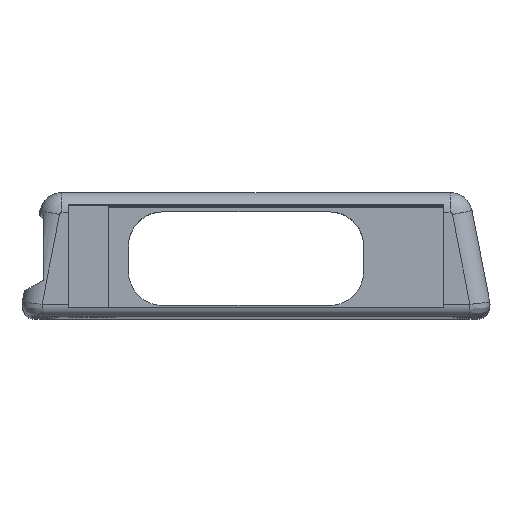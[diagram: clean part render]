
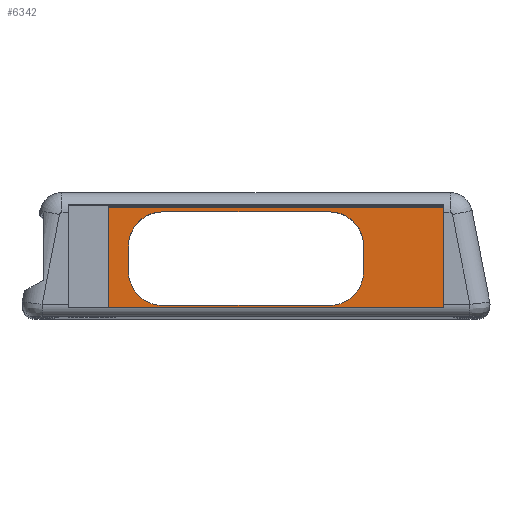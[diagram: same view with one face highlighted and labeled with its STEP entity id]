
A CAD part, top view. The second image highlights one B-rep face of the part: STEP entity #6342.
In plain terms, the highlighted planar face has unit normal (0, 0, 1).
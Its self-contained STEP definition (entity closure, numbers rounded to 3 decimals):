
#7 = LINE ( 'NONE', #5931, #5429 ) ;
#8 = ORIENTED_EDGE ( 'NONE', *, *, #6396, .T. ) ;
#118 = LINE ( 'NONE', #1779, #1733 ) ;
#367 = VERTEX_POINT ( 'NONE', #5210 ) ;
#543 = VERTEX_POINT ( 'NONE', #4781 ) ;
#563 = CARTESIAN_POINT ( 'NONE',  ( 0., 4.32, -15.825 ) ) ;
#595 = CIRCLE ( 'NONE', #3529, 1.375 ) ;
#807 = EDGE_CURVE ( 'NONE', #4790, #5723, #1356, .T. ) ;
#851 = LINE ( 'NONE', #6090, #878 ) ;
#878 = VECTOR ( 'NONE', #4394, 1000. ) ;
#1013 = VERTEX_POINT ( 'NONE', #4462 ) ;
#1037 = EDGE_LOOP ( 'NONE', ( #1652, #1917, #1659, #3829, #6373, #2134, #7043, #6010 ) ) ;
#1076 = CARTESIAN_POINT ( 'NONE',  ( -3.745, 0.56, -15.825 ) ) ;
#1083 = VERTEX_POINT ( 'NONE', #4916 ) ;
#1102 = LINE ( 'NONE', #7575, #1131 ) ;
#1131 = VECTOR ( 'NONE', #5912, 1000. ) ;
#1356 = CIRCLE ( 'NONE', #5035, 1.375 ) ;
#1527 = CARTESIAN_POINT ( 'NONE',  ( 2.945, 2.945, -15.825 ) ) ;
#1558 = CARTESIAN_POINT ( 'NONE',  ( 7.53, 4.51, -15.825 ) ) ;
#1596 = DIRECTION ( 'NONE',  ( 1., 0., 0. ) ) ;
#1645 = EDGE_CURVE ( 'NONE', #5723, #4137, #7116, .T. ) ;
#1650 = CARTESIAN_POINT ( 'NONE',  ( 2.945, 1.935, -15.825 ) ) ;
#1652 = ORIENTED_EDGE ( 'NONE', *, *, #6761, .F. ) ;
#1659 = ORIENTED_EDGE ( 'NONE', *, *, #1645, .T. ) ;
#1733 = VECTOR ( 'NONE', #4712, 1000. ) ;
#1779 = CARTESIAN_POINT ( 'NONE',  ( -5.12, 0., -15.825 ) ) ;
#1784 = AXIS2_PLACEMENT_3D ( 'NONE', #1527, #2834, #5191 ) ;
#1865 = AXIS2_PLACEMENT_3D ( 'NONE', #1650, #3994, #6349 ) ;
#1868 = AXIS2_PLACEMENT_3D ( 'NONE', #6262, #5679, #7388 ) ;
#1910 = CARTESIAN_POINT ( 'NONE',  ( 2.945, 4.32, -15.825 ) ) ;
#1917 = ORIENTED_EDGE ( 'NONE', *, *, #807, .T. ) ;
#2104 = FACE_OUTER_BOUND ( 'NONE', #7111, .T. ) ;
#2134 = ORIENTED_EDGE ( 'NONE', *, *, #6061, .T. ) ;
#2164 = VERTEX_POINT ( 'NONE', #5471 ) ;
#2176 = DIRECTION ( 'NONE',  ( 0., 0., -1. ) ) ;
#2180 = CARTESIAN_POINT ( 'NONE',  ( 0., 4.51, -15.825 ) ) ;
#2199 = ORIENTED_EDGE ( 'NONE', *, *, #6792, .T. ) ;
#2356 = DIRECTION ( 'NONE',  ( 1., 0., 0. ) ) ;
#2678 = FACE_BOUND ( 'NONE', #1037, .T. ) ;
#2737 = CARTESIAN_POINT ( 'NONE',  ( -7.53, 0.36, -15.825 ) ) ;
#2834 = DIRECTION ( 'NONE',  ( 0., 0., -1. ) ) ;
#2848 = CARTESIAN_POINT ( 'NONE',  ( -3.745, 2.945, -15.825 ) ) ;
#3054 = EDGE_CURVE ( 'NONE', #1083, #5448, #3909, .T. ) ;
#3092 = EDGE_CURVE ( 'NONE', #5125, #5678, #595, .T. ) ;
#3288 = DIRECTION ( 'NONE',  ( 0., -1., 0. ) ) ;
#3419 = CARTESIAN_POINT ( 'NONE',  ( -3.745, 4.32, -15.825 ) ) ;
#3529 = AXIS2_PLACEMENT_3D ( 'NONE', #7494, #2176, #1596 ) ;
#3583 = CARTESIAN_POINT ( 'NONE',  ( -5.12, 2.945, -15.825 ) ) ;
#3829 = ORIENTED_EDGE ( 'NONE', *, *, #7560, .T. ) ;
#3845 = VERTEX_POINT ( 'NONE', #2737 ) ;
#3909 = LINE ( 'NONE', #1558, #5620 ) ;
#3994 = DIRECTION ( 'NONE',  ( 0., 0., -1. ) ) ;
#4023 = ORIENTED_EDGE ( 'NONE', *, *, #3054, .F. ) ;
#4038 = DIRECTION ( 'NONE',  ( 0., 0., -1. ) ) ;
#4137 = VERTEX_POINT ( 'NONE', #1910 ) ;
#4394 = DIRECTION ( 'NONE',  ( -1., 0., 0. ) ) ;
#4462 = CARTESIAN_POINT ( 'NONE',  ( -7.53, 4.51, -15.825 ) ) ;
#4574 = ORIENTED_EDGE ( 'NONE', *, *, #7577, .F. ) ;
#4712 = DIRECTION ( 'NONE',  ( 0., -1., 0. ) ) ;
#4781 = CARTESIAN_POINT ( 'NONE',  ( 4.32, 2.945, -15.825 ) ) ;
#4790 = VERTEX_POINT ( 'NONE', #3583 ) ;
#4846 = LINE ( 'NONE', #5482, #6302 ) ;
#4916 = CARTESIAN_POINT ( 'NONE',  ( 7.53, 4.51, -15.825 ) ) ;
#5035 = AXIS2_PLACEMENT_3D ( 'NONE', #2848, #4038, #7584 ) ;
#5107 = LINE ( 'NONE', #2180, #7451 ) ;
#5125 = VERTEX_POINT ( 'NONE', #1076 ) ;
#5191 = DIRECTION ( 'NONE',  ( 1., 0., 0. ) ) ;
#5210 = CARTESIAN_POINT ( 'NONE',  ( 2.945, 0.56, -15.825 ) ) ;
#5429 = VECTOR ( 'NONE', #2356, 1000. ) ;
#5448 = VERTEX_POINT ( 'NONE', #6824 ) ;
#5471 = CARTESIAN_POINT ( 'NONE',  ( 4.32, 1.935, -15.825 ) ) ;
#5482 = CARTESIAN_POINT ( 'NONE',  ( 4.32, 0., -15.825 ) ) ;
#5497 = DIRECTION ( 'NONE',  ( 1., 0., 0. ) ) ;
#5542 = CIRCLE ( 'NONE', #1865, 1.375 ) ;
#5611 = EDGE_CURVE ( 'NONE', #367, #5125, #851, .T. ) ;
#5620 = VECTOR ( 'NONE', #3288, 1000. ) ;
#5678 = VERTEX_POINT ( 'NONE', #7444 ) ;
#5679 = DIRECTION ( 'NONE',  ( 0., 0., -1. ) ) ;
#5723 = VERTEX_POINT ( 'NONE', #3419 ) ;
#5912 = DIRECTION ( 'NONE',  ( 0., -1., 0. ) ) ;
#5931 = CARTESIAN_POINT ( 'NONE',  ( 0., 0.36, -15.825 ) ) ;
#6010 = ORIENTED_EDGE ( 'NONE', *, *, #3092, .T. ) ;
#6061 = EDGE_CURVE ( 'NONE', #2164, #367, #5542, .T. ) ;
#6090 = CARTESIAN_POINT ( 'NONE',  ( 0., 0.56, -15.825 ) ) ;
#6256 = EDGE_CURVE ( 'NONE', #543, #2164, #4846, .T. ) ;
#6262 = CARTESIAN_POINT ( 'NONE',  ( 0., 4.51, -15.825 ) ) ;
#6302 = VECTOR ( 'NONE', #7206, 1000. ) ;
#6342 = ADVANCED_FACE ( 'NONE', ( #2678, #2104 ), #7462, .F. ) ;
#6349 = DIRECTION ( 'NONE',  ( 1., 0., 0. ) ) ;
#6373 = ORIENTED_EDGE ( 'NONE', *, *, #6256, .T. ) ;
#6396 = EDGE_CURVE ( 'NONE', #1013, #3845, #1102, .T. ) ;
#6465 = CIRCLE ( 'NONE', #1784, 1.375 ) ;
#6761 = EDGE_CURVE ( 'NONE', #4790, #5678, #118, .T. ) ;
#6792 = EDGE_CURVE ( 'NONE', #3845, #5448, #7, .T. ) ;
#6824 = CARTESIAN_POINT ( 'NONE',  ( 7.53, 0.36, -15.825 ) ) ;
#6917 = VECTOR ( 'NONE', #5497, 1000. ) ;
#7043 = ORIENTED_EDGE ( 'NONE', *, *, #5611, .T. ) ;
#7111 = EDGE_LOOP ( 'NONE', ( #8, #2199, #4023, #4574 ) ) ;
#7116 = LINE ( 'NONE', #563, #6917 ) ;
#7206 = DIRECTION ( 'NONE',  ( 0., -1., 0. ) ) ;
#7388 = DIRECTION ( 'NONE',  ( -1., 0., 0. ) ) ;
#7444 = CARTESIAN_POINT ( 'NONE',  ( -5.12, 1.935, -15.825 ) ) ;
#7451 = VECTOR ( 'NONE', #7463, 1000. ) ;
#7462 = PLANE ( 'NONE',  #1868 ) ;
#7463 = DIRECTION ( 'NONE',  ( 1., 0., 0. ) ) ;
#7494 = CARTESIAN_POINT ( 'NONE',  ( -3.745, 1.935, -15.825 ) ) ;
#7560 = EDGE_CURVE ( 'NONE', #4137, #543, #6465, .T. ) ;
#7575 = CARTESIAN_POINT ( 'NONE',  ( -7.53, 4.51, -15.825 ) ) ;
#7577 = EDGE_CURVE ( 'NONE', #1013, #1083, #5107, .T. ) ;
#7584 = DIRECTION ( 'NONE',  ( 1., 0., 0. ) ) ;
